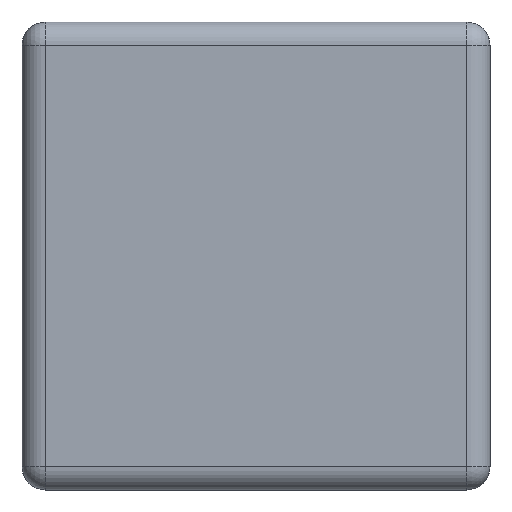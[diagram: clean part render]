
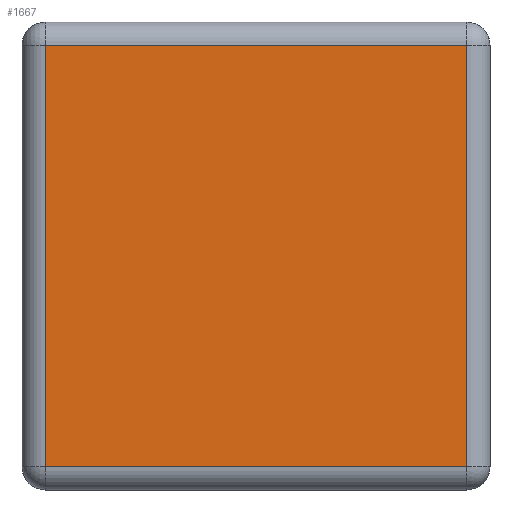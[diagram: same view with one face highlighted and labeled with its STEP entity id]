
A CAD part, left-side view. The second image highlights one B-rep face of the part: STEP entity #1667.
In plain terms, the highlighted planar face has unit normal (-1, 0, 0).
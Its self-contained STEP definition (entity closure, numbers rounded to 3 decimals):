
#62 = CARTESIAN_POINT ( 'NONE',  ( -0.5, 0.225, 0.5 ) ) ;
#100 = DIRECTION ( 'NONE',  ( 0., 1., 0. ) ) ;
#314 = DIRECTION ( 'NONE',  ( 1., 0., 0. ) ) ;
#326 = VECTOR ( 'NONE', #493, 1000. ) ;
#352 = EDGE_CURVE ( 'NONE', #1671, #644, #1296, .T. ) ;
#371 = DIRECTION ( 'NONE',  ( 0., 0., -1. ) ) ;
#431 = VECTOR ( 'NONE', #100, 1000. ) ;
#482 = ORIENTED_EDGE ( 'NONE', *, *, #1259, .T. ) ;
#493 = DIRECTION ( 'NONE',  ( 0., -1., 0. ) ) ;
#634 = DIRECTION ( 'NONE',  ( 0., 0., 1. ) ) ;
#644 = VERTEX_POINT ( 'NONE', #992 ) ;
#687 = CARTESIAN_POINT ( 'NONE',  ( -0.5, -0.225, 0.025 ) ) ;
#704 = CARTESIAN_POINT ( 'NONE',  ( -0.5, 0.25, 0.5 ) ) ;
#752 = ORIENTED_EDGE ( 'NONE', *, *, #352, .T. ) ;
#816 = EDGE_LOOP ( 'NONE', ( #1726, #482, #835, #752 ) ) ;
#835 = ORIENTED_EDGE ( 'NONE', *, *, #1501, .T. ) ;
#843 = PLANE ( 'NONE',  #895 ) ;
#895 = AXIS2_PLACEMENT_3D ( 'NONE', #704, #314, #1691 ) ;
#914 = CARTESIAN_POINT ( 'NONE',  ( -0.5, 0.25, 0.025 ) ) ;
#975 = VERTEX_POINT ( 'NONE', #1795 ) ;
#992 = CARTESIAN_POINT ( 'NONE',  ( -0.5, -0.225, 0.475 ) ) ;
#1042 = VECTOR ( 'NONE', #371, 1000. ) ;
#1065 = CARTESIAN_POINT ( 'NONE',  ( -0.5, 0.225, 0.025 ) ) ;
#1202 = FACE_OUTER_BOUND ( 'NONE', #816, .T. ) ;
#1259 = EDGE_CURVE ( 'NONE', #975, #1623, #1779, .T. ) ;
#1296 = LINE ( 'NONE', #1595, #1394 ) ;
#1394 = VECTOR ( 'NONE', #634, 1000. ) ;
#1398 = LINE ( 'NONE', #914, #326 ) ;
#1501 = EDGE_CURVE ( 'NONE', #1623, #1671, #1398, .T. ) ;
#1542 = LINE ( 'NONE', #1755, #431 ) ;
#1595 = CARTESIAN_POINT ( 'NONE',  ( -0.5, -0.225, 0.5 ) ) ;
#1615 = EDGE_CURVE ( 'NONE', #644, #975, #1542, .T. ) ;
#1623 = VERTEX_POINT ( 'NONE', #1065 ) ;
#1667 = ADVANCED_FACE ( 'NONE', ( #1202 ), #843, .F. ) ;
#1671 = VERTEX_POINT ( 'NONE', #687 ) ;
#1691 = DIRECTION ( 'NONE',  ( 0., 1., 0. ) ) ;
#1726 = ORIENTED_EDGE ( 'NONE', *, *, #1615, .T. ) ;
#1755 = CARTESIAN_POINT ( 'NONE',  ( -0.5, 0.25, 0.475 ) ) ;
#1779 = LINE ( 'NONE', #62, #1042 ) ;
#1795 = CARTESIAN_POINT ( 'NONE',  ( -0.5, 0.225, 0.475 ) ) ;
